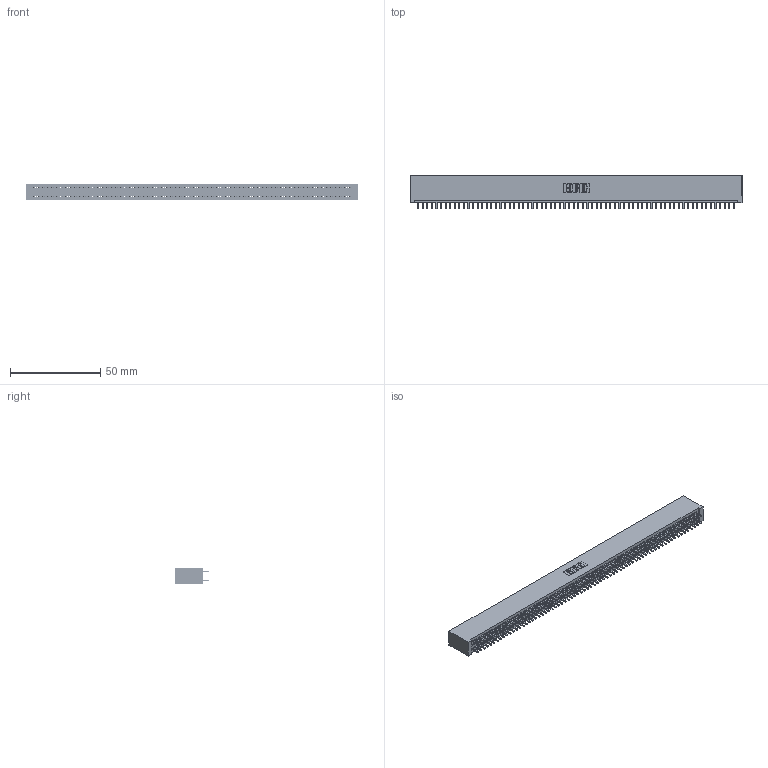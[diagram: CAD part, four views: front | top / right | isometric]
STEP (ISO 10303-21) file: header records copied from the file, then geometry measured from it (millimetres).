
FILE_DESCRIPTION (( 'STEP AP203' ), '1' );
FILE_NAME ('345-140-521-201.STEP', '2019-11-08T19:31:40', ( '' ), ( '' ), 'SwSTEP 2.0', 'SolidWorks 2016', '' );
FILE_SCHEMA (( 'CONFIG_CONTROL_DESIGN' ));
Length unit declared in the file: inch
Products named in the file (3): 345 Part_No Mounting Lugs; 345-292-001_345-293-121; 345-140-521-201
Assembly tree (141 placements, depth 2):
  345-140-521-201
    345 Part_No Mounting Lugs
    345-292-001_345-293-121  x140
Bounding box: 184.4 x 18.72 x 9.4 mm (x, y, z)
Volume: 18731.9 mm3; surface area: 28162.5 mm2
Topology: 141 solids, 141 shells, 7118 faces, 21177 edges, 13930 vertices
Faces by surface type: plane 4696, cylinder 2422
Entity records: 50895 total; most frequent: CARTESIAN_POINT 8504, ORIENTED_EDGE 8438, DIRECTION 7459, EDGE_CURVE 4219, LINE 3815, VECTOR 3815, VERTEX_POINT 2810, AXIS2_PLACEMENT_3D 1822
